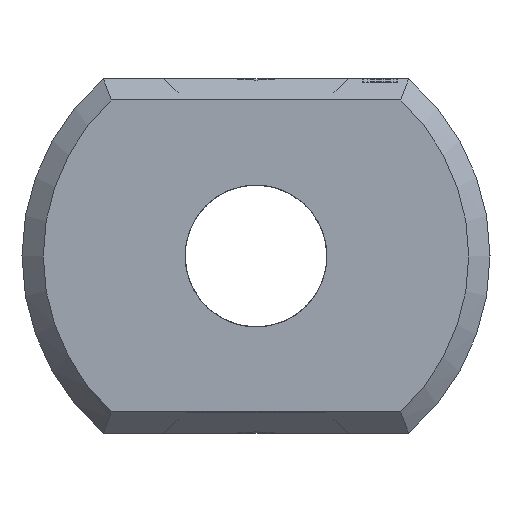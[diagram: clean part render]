
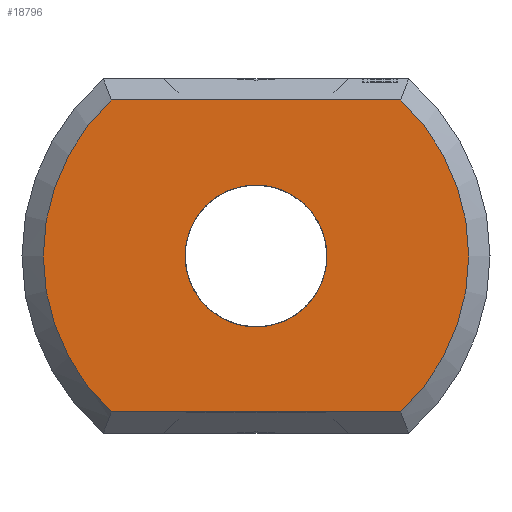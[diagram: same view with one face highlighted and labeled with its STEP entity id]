
A CAD part, left-side view. The second image highlights one B-rep face of the part: STEP entity #18796.
In plain terms, the highlighted planar face has unit normal (-1, 0, 0).
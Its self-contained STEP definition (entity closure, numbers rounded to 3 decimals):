
#4606 = VERTEX_POINT('',#4607);
#4607 = CARTESIAN_POINT('',(0.,-2.04,2.2));
#4616 = VERTEX_POINT('',#4617);
#4617 = CARTESIAN_POINT('',(0.,-2.04,-2.2));
#4624 = EDGE_CURVE('',#4606,#4616,#4625,.T.);
#4625 = CIRCLE('',#4626,3.);
#4626 = AXIS2_PLACEMENT_3D('',#4627,#4628,#4629);
#4627 = CARTESIAN_POINT('',(0.,0.,0.));
#4628 = DIRECTION('',(1.,0.,0.));
#4629 = DIRECTION('',(0.,-0.653,0.758)
  );
#6034 = VERTEX_POINT('',#6035);
#6035 = CARTESIAN_POINT('',(0.,2.04,2.2));
#6042 = EDGE_CURVE('',#4606,#6034,#6043,.T.);
#6043 = LINE('',#6044,#6045);
#6044 = CARTESIAN_POINT('',(0.,-2.154,2.2));
#6045 = VECTOR('',#6046,1.);
#6046 = DIRECTION('',(0.,1.,0.));
#18796 = ADVANCED_FACE('',(#18797,#18816),#18827,.F.);
#18797 = FACE_BOUND('',#18798,.F.);
#18798 = EDGE_LOOP('',(#18799,#18808,#18809,#18810));
#18799 = ORIENTED_EDGE('',*,*,#18800,.T.);
#18800 = EDGE_CURVE('',#18801,#6034,#18803,.T.);
#18801 = VERTEX_POINT('',#18802);
#18802 = CARTESIAN_POINT('',(0.,2.04,-2.2));
#18803 = CIRCLE('',#18804,3.);
#18804 = AXIS2_PLACEMENT_3D('',#18805,#18806,#18807);
#18805 = CARTESIAN_POINT('',(0.,0.,0.));
#18806 = DIRECTION('',(1.,0.,0.));
#18807 = DIRECTION('',(0.,0.653,-0.758)
  );
#18808 = ORIENTED_EDGE('',*,*,#6042,.F.);
#18809 = ORIENTED_EDGE('',*,*,#4624,.T.);
#18810 = ORIENTED_EDGE('',*,*,#18811,.T.);
#18811 = EDGE_CURVE('',#4616,#18801,#18812,.T.);
#18812 = LINE('',#18813,#18814);
#18813 = CARTESIAN_POINT('',(0.,-2.154,-2.2));
#18814 = VECTOR('',#18815,1.);
#18815 = DIRECTION('',(0.,1.,0.));
#18816 = FACE_BOUND('',#18817,.T.);
#18817 = EDGE_LOOP('',(#18818));
#18818 = ORIENTED_EDGE('',*,*,#18819,.T.);
#18819 = EDGE_CURVE('',#18820,#18820,#18822,.T.);
#18820 = VERTEX_POINT('',#18821);
#18821 = CARTESIAN_POINT('',(0.,1.,0.)
  );
#18822 = CIRCLE('',#18823,1.);
#18823 = AXIS2_PLACEMENT_3D('',#18824,#18825,#18826);
#18824 = CARTESIAN_POINT('',(0.,0.,0.));
#18825 = DIRECTION('',(1.,0.,0.));
#18826 = DIRECTION('',(0.,1.,0.));
#18827 = PLANE('',#18828);
#18828 = AXIS2_PLACEMENT_3D('',#18829,#18830,#18831);
#18829 = CARTESIAN_POINT('',(0.,0.,0.));
#18830 = DIRECTION('',(1.,0.,0.));
#18831 = DIRECTION('',(0.,0.,1.));
